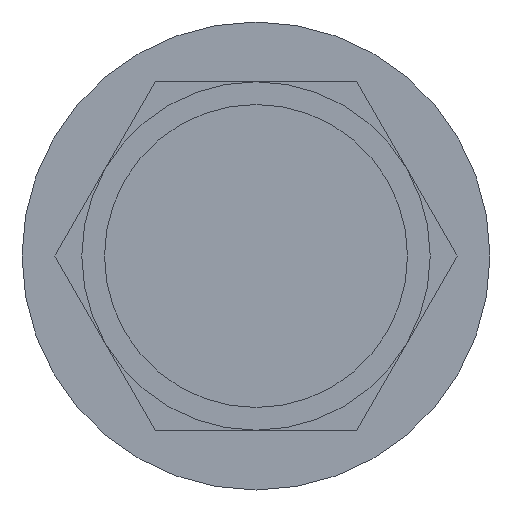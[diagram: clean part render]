
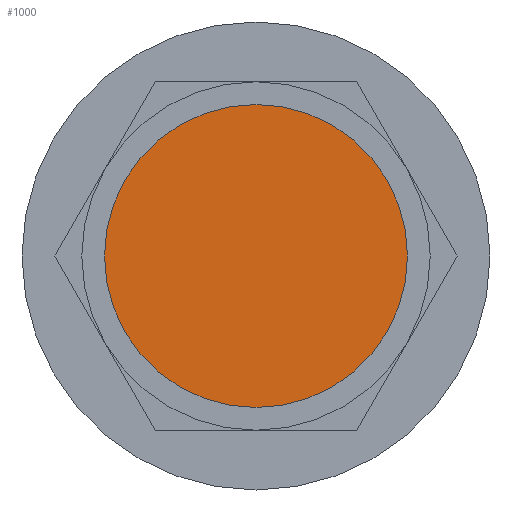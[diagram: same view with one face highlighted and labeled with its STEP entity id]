
A CAD part, left-side view. The second image highlights one B-rep face of the part: STEP entity #1000.
In plain terms, the highlighted face is planar.
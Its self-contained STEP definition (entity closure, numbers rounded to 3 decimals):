
#800=CARTESIAN_POINT('',(-14649.711,13600.798,-11223.346)
);
#810=DIRECTION('',(1.,0.,0.));
#820=DIRECTION('',(0.,-1.,0.));
#830=AXIS2_PLACEMENT_3D('',#800,#810,#820);
#840=PLANE('',#830);
#850=CARTESIAN_POINT('',(-14649.711,2377.453,
0.));
#860=DIRECTION('',(-1.,-0.,-0.));
#870=DIRECTION('',(0.,-1.,0.));
#880=AXIS2_PLACEMENT_3D('',#850,#860,#870);
#890=CIRCLE('',#880,36.1);
#900=CARTESIAN_POINT('',(-14649.711,2341.353,
0.));
#910=VERTEX_POINT('',#900);
#920=CARTESIAN_POINT('',(-14649.711,2413.553,
0.));
#930=VERTEX_POINT('',#920);
#940=EDGE_CURVE('',#910,#930,#890,.T.);
#950=ORIENTED_EDGE('',*,*,#940,.F.);
#960=EDGE_CURVE('',#930,#910,#890,.T.);
#970=ORIENTED_EDGE('',*,*,#960,.F.);
#980=EDGE_LOOP('',(#970,#950));
#990=FACE_OUTER_BOUND('',#980,.T.);
#1000=ADVANCED_FACE('',(#990),#840,.T.);
